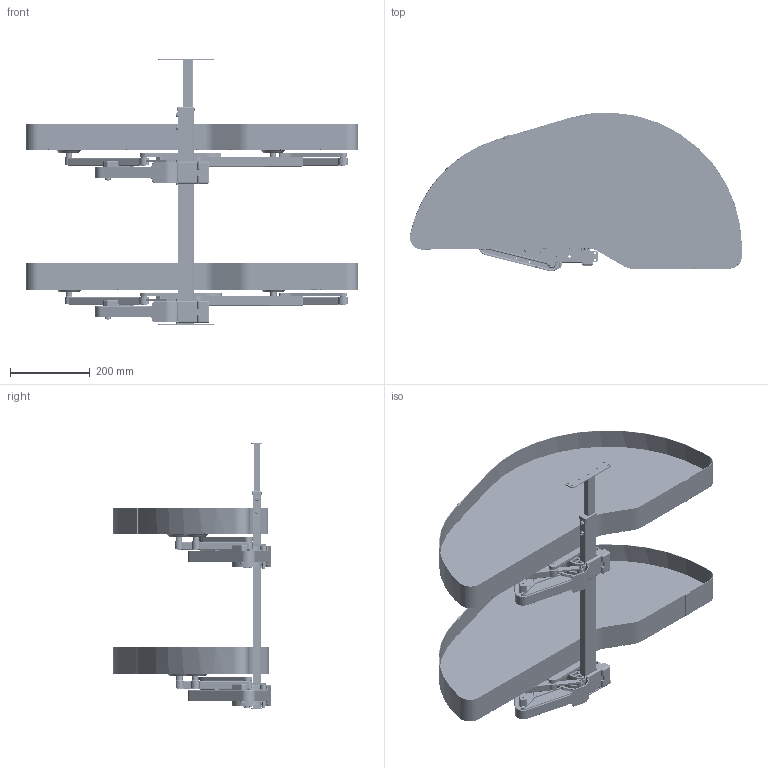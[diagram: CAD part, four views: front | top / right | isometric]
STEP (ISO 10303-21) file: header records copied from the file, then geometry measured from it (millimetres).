
FILE_DESCRIPTION (( 'STEP AP214' ), '1' );
FILE_NAME ('C202000071.STEP', '2023-01-16T12:51:47', ( '' ), ( '' ), 'SwSTEP 2.0', 'SolidWorks 2018', '' );
FILE_SCHEMA (( 'AUTOMOTIVE_DESIGN' ));
Length unit declared in the file: millimetre
Products named in the file (63): ISO 7049 - ST4,2 x 19 - C - H.ipt; C202000040(2)^C202000071; EJE PRINCIPAL.ipt; CASQUILLO GIRO.ipt; P202000084.ipt; CONTERA 25x15(2)^C202000071; P202000140.ipt; BRAZO LARGO^C202000071; TUBO BL.ipt; MASTIL MOVIL_14.iam; BS 290 SKF - SKF 61800.ipt; Copia (2) de DIN 471 - 10 x 1(1)^C202000071; MONTAJE cu鎙 tapa(2)^C202000071; SECTOR CENTRAL.ipt; B10.14.20.ipt; NYLON CASQUILLO^C202000071; EJE BANDEJA_14.ipt; PLATILLO BANDEJA^C202000071; moldista cu鎙.ipt; MASTIL_40x20_14-5cm.ipt; BRAZO CORTO^C202000071; MASTIL_25x15_14+5cm.ipt; P202000084^C202000040(2)_C202000071; BS 290 SKF - SKF 61802.ipt; DIN 6799 - 12 13(2)^C202000071; BRAZO CORTO(2)^C202000071; CONTERA 25x15^C202000071; PUNTA 450-500.ipt; ISO 7380 - M6 x 16.ipt; CASQUILLO BANDEJA.ipt; ISO 7380 - M8 x 35.ipt; DIN 471 - 10 x 1(1)^C202000071; REMACHE ROSCADO RK 07 M6 230.ipt; tapa MOD.ipt; EJE BRAZO.ipt; MASTIL FIJO_14.iam; DIN 6799 - 12 13^C202000071; P202000138.ipt; MASTIL CJTO_14^C202000071; BRAZO LARGO(2)^C202000071 ...
Assembly tree (120 placements, depth 4):
  C202000071
    MASTIL CJTO_14^C202000071
      MASTIL FIJO_14.iam
        REMACHE ROSCADO RK 07 M6 230.ipt  x2
        MASTIL_contera.ipt
        MASTIL_40x20_14-5cm.ipt
        MASTIL_base_14.ipt
      MASTIL MOVIL_14.iam
        MASTIL_25x15_14+5cm.ipt
        MASTIL_base_14.ipt
      ISO 7380 - M6 x 16.ipt  x2
    MONTAJE cu鎙 tapa(2)^C202000071
      GATILLO A.ipt  x2
      ISO 7380 - M8 x 35.ipt  x2
      tapa MOD.ipt
      20140723_SOPORTE.ipt
      tuerca DIN 557 - M8 x 13.ipt  x2
      BS 290 SKF - SKF 61802.ipt  x2
      moldista cu鎙.ipt
      ISO 7049 - ST4,2 x 19 - C - H.ipt
    SECCIONADA 450-500(2)^C202000071
      SECTOR CENTRAL.ipt
      TUBO 450-500.ipt
      PUNTA 450-500.ipt
      EJE PRINCIPAL.ipt
      EJE BRAZO.ipt  x2
    NYLON CASQUILLO(2)^C202000071
    PLATILLO BANDEJA(2)^C202000071  x2
      MC00072 MOD2.ipt
      EJE BANDEJA_14.ipt
    DIN 6799 - 12 13(2)^C202000071
    Copia (2) de DIN 471 - 10 x 1(1)^C202000071  x2
    CONTERA 25x15(2)^C202000071  x2
    BRAZO LARGO(2)^C202000071
      CASQUILLO GIRO.ipt
      TUBO BL.ipt
      CASQUILLO BANDEJA.ipt
      CHARNELA.ipt
      CASQUILLO COPIADOR.ipt
      B10.14.20.ipt
      BS 290 SKF - SKF 61800.ipt  x2
      ISO 8734 - 8 x 24 - AISO (2).ipt
    BRAZO CORTO(2)^C202000071
      CASQUILLO GIRO.ipt
      CASQUILLO BANDEJA.ipt
      TUBO BC.ipt
      B10.14.20.ipt
      BS 290 SKF - SKF 61800.ipt  x2
    Copia de P202000297^C202000071  x2
    MONTAJE cu鎙 tapa^C202000071
      GATILLO A.ipt  x2
      ISO 7380 - M8 x 35.ipt  x2
      tapa MOD.ipt
      20140723_SOPORTE.ipt
      tuerca DIN 557 - M8 x 13.ipt  x2
      BS 290 SKF - SKF 61802.ipt  x2
      moldista cu鎙.ipt
      ISO 7049 - ST4,2 x 19 - C - H.ipt
    SECCIONADA 450-500^C202000071
      SECTOR CENTRAL.ipt
Bounding box: 834.22 x 397.86 x 668 mm (x, y, z)
Volume: 9392684.4 mm3; surface area: 2686695.3 mm2
Topology: 107 solids, 107 shells, 8048 faces, 21292 edges, 12958 vertices
Faces by surface type: cylinder 3448, plane 1912, torus 1246, sphere 722, bspline 392, cone 328
Entity records: 164102 total; most frequent: CARTESIAN_POINT 69185, ORIENTED_EDGE 19560, DIRECTION 19323, EDGE_CURVE 9780, AXIS2_PLACEMENT_3D 7370, VERTEX_POINT 6084, LINE 4583, VECTOR 4583
